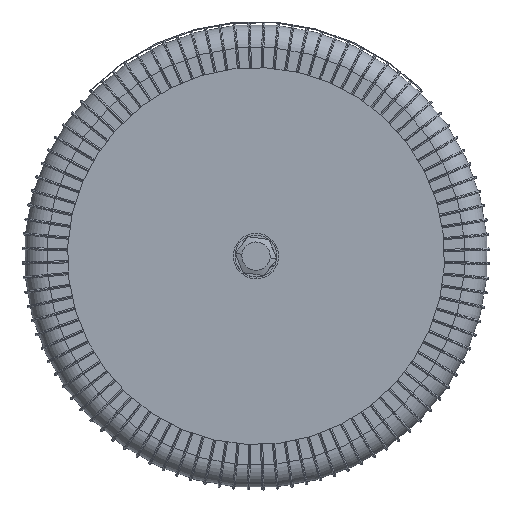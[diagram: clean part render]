
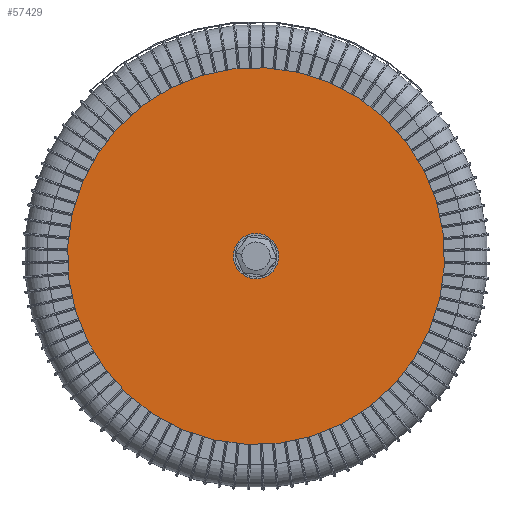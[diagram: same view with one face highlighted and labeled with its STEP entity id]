
A CAD part, front view. The second image highlights one B-rep face of the part: STEP entity #57429.
In plain terms, the highlighted planar face has unit normal (0, -1, 0).
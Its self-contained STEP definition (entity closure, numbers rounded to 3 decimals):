
#313 = CARTESIAN_POINT ( 'NONE',  ( 0., 0., 41.5 ) ) ;
#3454 = ORIENTED_EDGE ( 'NONE', *, *, #9774, .T. ) ;
#5414 = PLANE ( 'NONE',  #16337 ) ;
#5637 = ORIENTED_EDGE ( 'NONE', *, *, #50387, .F. ) ;
#9774 = EDGE_CURVE ( 'NONE', #36989, #54464, #31085, .T. ) ;
#10380 = CIRCLE ( 'NONE', #45855, 41.5 ) ;
#10614 = CARTESIAN_POINT ( 'NONE',  ( 0., 0., 0. ) ) ;
#11114 = CARTESIAN_POINT ( 'NONE',  ( 0., 0., 0. ) ) ;
#11435 = DIRECTION ( 'NONE',  ( 0., 1., 0. ) ) ;
#13730 = EDGE_LOOP ( 'NONE', ( #5637, #48357 ) ) ;
#14857 = AXIS2_PLACEMENT_3D ( 'NONE', #10614, #30904, #29966 ) ;
#15654 = CIRCLE ( 'NONE', #42024, 41.5 ) ;
#16337 = AXIS2_PLACEMENT_3D ( 'NONE', #19407, #44763, #25066 ) ;
#17681 = CARTESIAN_POINT ( 'NONE',  ( 0., 0., 4. ) ) ;
#19407 = CARTESIAN_POINT ( 'NONE',  ( 0., 0., 0. ) ) ;
#21453 = EDGE_LOOP ( 'NONE', ( #3454, #31832 ) ) ;
#23085 = VERTEX_POINT ( 'NONE', #313 ) ;
#25066 = DIRECTION ( 'NONE',  ( 0., 0., 1. ) ) ;
#25493 = EDGE_CURVE ( 'NONE', #23085, #33817, #15654, .T. ) ;
#29519 = DIRECTION ( 'NONE',  ( 0., 0., 1. ) ) ;
#29966 = DIRECTION ( 'NONE',  ( 0., 0., 1. ) ) ;
#30904 = DIRECTION ( 'NONE',  ( 0., 1., 0. ) ) ;
#31085 = CIRCLE ( 'NONE', #14857, 4. ) ;
#31437 = CARTESIAN_POINT ( 'NONE',  ( 0., 0., 0. ) ) ;
#31832 = ORIENTED_EDGE ( 'NONE', *, *, #37825, .T. ) ;
#33817 = VERTEX_POINT ( 'NONE', #44206 ) ;
#34282 = DIRECTION ( 'NONE',  ( 0., 1., 0. ) ) ;
#34310 = FACE_OUTER_BOUND ( 'NONE', #13730, .T. ) ;
#34612 = FACE_BOUND ( 'NONE', #21453, .T. ) ;
#36989 = VERTEX_POINT ( 'NONE', #48422 ) ;
#37696 = DIRECTION ( 'NONE',  ( 0., 1., 0. ) ) ;
#37825 = EDGE_CURVE ( 'NONE', #54464, #36989, #62324, .T. ) ;
#41257 = DIRECTION ( 'NONE',  ( 0., 0., 1. ) ) ;
#42024 = AXIS2_PLACEMENT_3D ( 'NONE', #31437, #11435, #41257 ) ;
#44000 = AXIS2_PLACEMENT_3D ( 'NONE', #11114, #34282, #29519 ) ;
#44206 = CARTESIAN_POINT ( 'NONE',  ( 0., 0., -41.5 ) ) ;
#44763 = DIRECTION ( 'NONE',  ( 0., 1., 0. ) ) ;
#45855 = AXIS2_PLACEMENT_3D ( 'NONE', #61874, #37696, #57100 ) ;
#48357 = ORIENTED_EDGE ( 'NONE', *, *, #25493, .F. ) ;
#48422 = CARTESIAN_POINT ( 'NONE',  ( 0., 0., -4. ) ) ;
#50387 = EDGE_CURVE ( 'NONE', #33817, #23085, #10380, .T. ) ;
#54464 = VERTEX_POINT ( 'NONE', #17681 ) ;
#57100 = DIRECTION ( 'NONE',  ( 0., 0., 1. ) ) ;
#57429 = ADVANCED_FACE ( 'NONE', ( #34310, #34612 ), #5414, .F. ) ;
#61874 = CARTESIAN_POINT ( 'NONE',  ( 0., 0., 0. ) ) ;
#62324 = CIRCLE ( 'NONE', #44000, 4. ) ;
